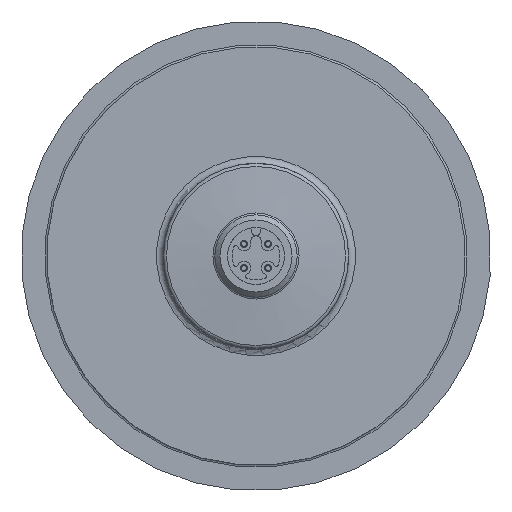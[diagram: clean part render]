
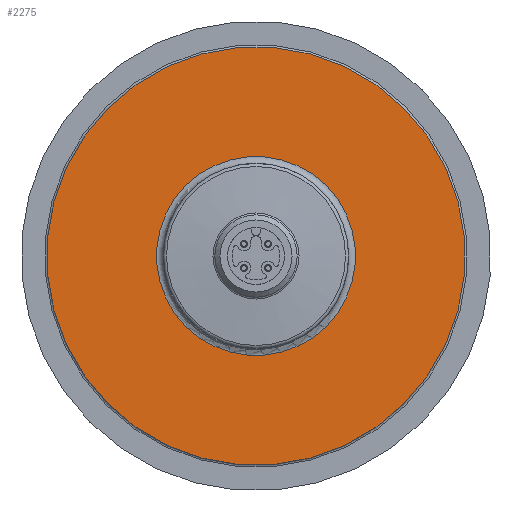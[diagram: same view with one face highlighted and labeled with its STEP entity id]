
A CAD part, front view. The second image highlights one B-rep face of the part: STEP entity #2275.
In plain terms, the highlighted planar face has unit normal (0, -1, 0).
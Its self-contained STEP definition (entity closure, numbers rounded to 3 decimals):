
#58=PLANE('',#2431);
#391=ORIENTED_EDGE('',*,*,#692,.T.);
#392=ORIENTED_EDGE('',*,*,#696,.F.);
#692=EDGE_CURVE('',#863,#863,#985,.F.);
#696=EDGE_CURVE('',#867,#867,#989,.T.);
#863=VERTEX_POINT('',#3259);
#867=VERTEX_POINT('',#3271);
#985=CIRCLE('',#2420,14.5);
#989=CIRCLE('',#2428,30.5);
#1125=EDGE_LOOP('',(#391));
#1126=EDGE_LOOP('',(#392));
#1308=FACE_BOUND('',#1125,.T.);
#1309=FACE_BOUND('',#1126,.T.);
#2275=ADVANCED_FACE('',(#1308,#1309),#58,.T.);
#2420=AXIS2_PLACEMENT_3D('',#3258,#2754,#2755);
#2428=AXIS2_PLACEMENT_3D('',#3270,#2770,#2771);
#2431=AXIS2_PLACEMENT_3D('',#3275,#2776,#2777);
#2754=DIRECTION('',(0.,-1.,0.));
#2755=DIRECTION('',(-0.996,0.,0.087));
#2770=DIRECTION('',(0.,1.,0.));
#2771=DIRECTION('',(0.996,0.,-0.087));
#2776=DIRECTION('',(0.,-1.,0.));
#2777=DIRECTION('',(-0.996,0.,0.087));
#3258=CARTESIAN_POINT('',(-0.018,43.2,0.032));
#3259=CARTESIAN_POINT('',(-14.463,43.2,1.296));
#3270=CARTESIAN_POINT('',(-0.018,43.2,0.032));
#3271=CARTESIAN_POINT('',(30.366,43.2,-2.626));
#3275=CARTESIAN_POINT('',(-0.018,43.2,0.032));
